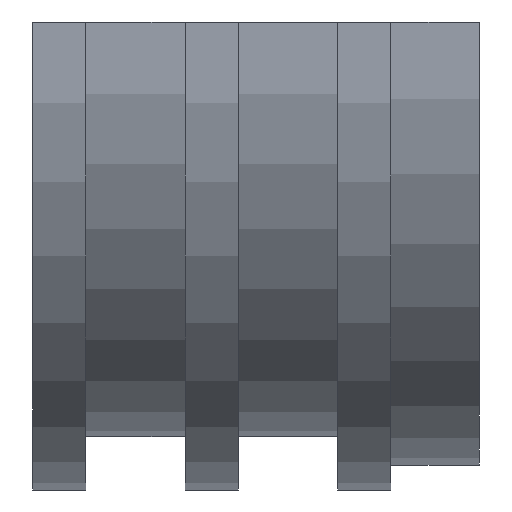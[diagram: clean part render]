
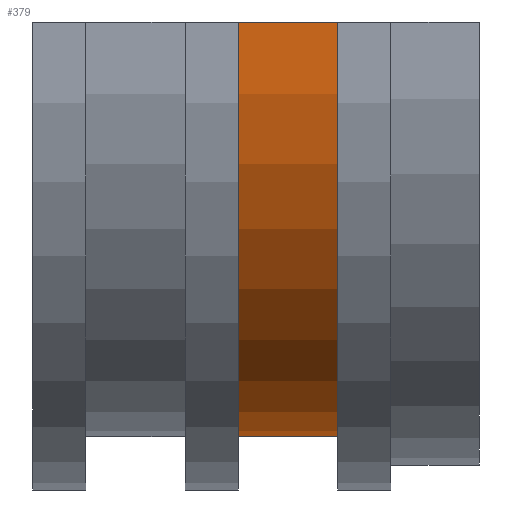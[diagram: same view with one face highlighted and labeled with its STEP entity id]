
A CAD part, front view. The second image highlights one B-rep face of the part: STEP entity #379.
In plain terms, the highlighted cylindrical face has radius 23.4 mm (diameter 46.8 mm), a partial arc.
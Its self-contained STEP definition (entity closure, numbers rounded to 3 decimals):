
#26=CYLINDRICAL_SURFACE('',#422,23.4);
#40=FACE_OUTER_BOUND('',#60,.T.);
#60=EDGE_LOOP('',(#280,#281,#282,#283));
#79=CIRCLE('',#421,23.4);
#80=CIRCLE('',#423,23.4);
#104=LINE('',#616,#140);
#105=LINE('',#618,#141);
#140=VECTOR('',#498,10.);
#141=VECTOR('',#499,10.);
#176=VERTEX_POINT('',#609);
#177=VERTEX_POINT('',#611);
#178=VERTEX_POINT('',#615);
#179=VERTEX_POINT('',#617);
#219=EDGE_CURVE('',#176,#177,#79,.T.);
#220=EDGE_CURVE('',#176,#178,#104,.T.);
#221=EDGE_CURVE('',#179,#177,#105,.T.);
#222=EDGE_CURVE('',#178,#179,#80,.T.);
#280=ORIENTED_EDGE('',*,*,#220,.F.);
#281=ORIENTED_EDGE('',*,*,#219,.T.);
#282=ORIENTED_EDGE('',*,*,#221,.F.);
#283=ORIENTED_EDGE('',*,*,#222,.F.);
#379=ADVANCED_FACE('',(#40),#26,.T.);
#421=AXIS2_PLACEMENT_3D('',#613,#494,#495);
#422=AXIS2_PLACEMENT_3D('',#614,#496,#497);
#423=AXIS2_PLACEMENT_3D('',#619,#500,#501);
#494=DIRECTION('center_axis',(-1.,0.,0.));
#495=DIRECTION('ref_axis',(0.,1.,0.));
#496=DIRECTION('center_axis',(-1.,0.,0.));
#497=DIRECTION('ref_axis',(0.,1.,0.));
#498=DIRECTION('',(-1.,0.,0.));
#499=DIRECTION('',(1.,0.,0.));
#500=DIRECTION('center_axis',(-1.,0.,0.));
#501=DIRECTION('ref_axis',(0.,1.,0.));
#609=CARTESIAN_POINT('',(-318.,23.4,0.));
#611=CARTESIAN_POINT('',(-318.,-23.4,0.));
#613=CARTESIAN_POINT('Origin',(-318.,0.,
0.));
#614=CARTESIAN_POINT('Origin',(-320.8,0.,0.));
#615=CARTESIAN_POINT('',(-323.6,23.4,0.));
#616=CARTESIAN_POINT('',(-318.,23.4,0.));
#617=CARTESIAN_POINT('',(-323.6,-23.4,0.));
#618=CARTESIAN_POINT('',(-318.,-23.4,0.));
#619=CARTESIAN_POINT('Origin',(-323.6,0.,
0.));
